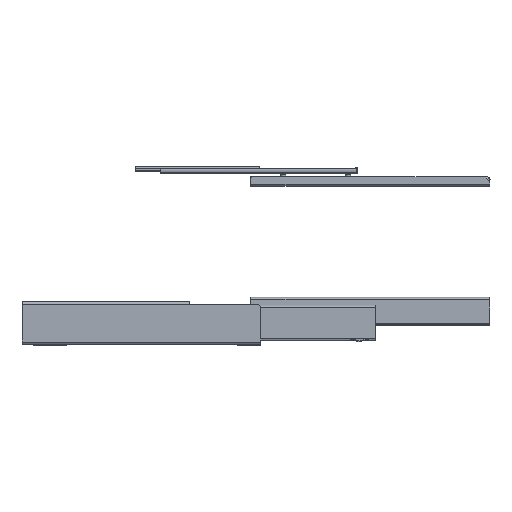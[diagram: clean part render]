
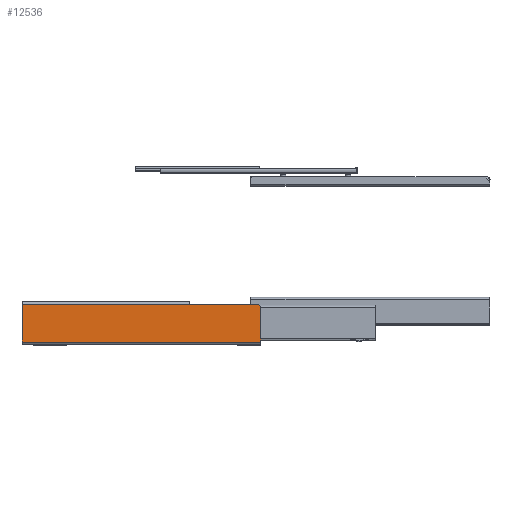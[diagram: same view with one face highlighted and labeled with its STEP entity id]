
A CAD part, left-side view. The second image highlights one B-rep face of the part: STEP entity #12536.
In plain terms, the highlighted planar face has unit normal (-1, 0, 0).
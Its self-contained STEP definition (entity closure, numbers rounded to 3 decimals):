
#983=FACE_OUTER_BOUND('',#1719,.T.);
#1719=EDGE_LOOP('',(#9562,#9563,#9564,#9565,#9566,#9567,#9568,#9569,#9570));
#2929=LINE('',#18196,#3948);
#3320=LINE('',#20560,#4339);
#3322=LINE('',#20569,#4341);
#3326=LINE('',#20577,#4345);
#3329=LINE('',#20582,#4348);
#3330=LINE('',#20584,#4349);
#3331=LINE('',#20586,#4350);
#3332=LINE('',#20588,#4351);
#3333=LINE('',#20589,#4352);
#3948=VECTOR('',#14402,10.);
#4339=VECTOR('',#15871,10.);
#4341=VECTOR('',#15881,10.);
#4345=VECTOR('',#15887,10.);
#4348=VECTOR('',#15892,10.);
#4349=VECTOR('',#15893,10.);
#4350=VECTOR('',#15894,10.);
#4351=VECTOR('',#15895,10.);
#4352=VECTOR('',#15896,10.);
#4970=VERTEX_POINT('',#18193);
#4971=VERTEX_POINT('',#18195);
#5541=VERTEX_POINT('',#20559);
#5543=VERTEX_POINT('',#20567);
#5544=VERTEX_POINT('',#20568);
#5547=VERTEX_POINT('',#20576);
#5549=VERTEX_POINT('',#20583);
#5550=VERTEX_POINT('',#20585);
#5551=VERTEX_POINT('',#20587);
#6217=EDGE_CURVE('',#4971,#4970,#2929,.T.);
#7061=EDGE_CURVE('',#5541,#4971,#3320,.T.);
#7065=EDGE_CURVE('',#5543,#5544,#3322,.T.);
#7069=EDGE_CURVE('',#5544,#5547,#3326,.T.);
#7072=EDGE_CURVE('',#5547,#5541,#3329,.T.);
#7073=EDGE_CURVE('',#4970,#5549,#3330,.T.);
#7074=EDGE_CURVE('',#5550,#5549,#3331,.T.);
#7075=EDGE_CURVE('',#5551,#5550,#3332,.T.);
#7076=EDGE_CURVE('',#5551,#5543,#3333,.T.);
#9562=ORIENTED_EDGE('',*,*,#7065,.T.);
#9563=ORIENTED_EDGE('',*,*,#7069,.T.);
#9564=ORIENTED_EDGE('',*,*,#7072,.T.);
#9565=ORIENTED_EDGE('',*,*,#7061,.T.);
#9566=ORIENTED_EDGE('',*,*,#6217,.T.);
#9567=ORIENTED_EDGE('',*,*,#7073,.T.);
#9568=ORIENTED_EDGE('',*,*,#7074,.F.);
#9569=ORIENTED_EDGE('',*,*,#7075,.F.);
#9570=ORIENTED_EDGE('',*,*,#7076,.T.);
#12012=PLANE('',#13551);
#12536=ADVANCED_FACE('',(#983),#12012,.T.);
#13551=AXIS2_PLACEMENT_3D('',#20581,#15890,#15891);
#14402=DIRECTION('',(0.,0.,-1.));
#15871=DIRECTION('',(0.,1.,0.));
#15881=DIRECTION('',(0.,0.,-1.));
#15887=DIRECTION('',(0.,1.,0.));
#15890=DIRECTION('center_axis',(-1.,0.,0.));
#15891=DIRECTION('ref_axis',(0.,-1.,0.));
#15892=DIRECTION('',(0.,0.,1.));
#15893=DIRECTION('',(0.,-1.,0.));
#15894=DIRECTION('',(0.,0.,-1.));
#15895=DIRECTION('',(0.,-0.707,-0.707));
#15896=DIRECTION('',(0.,1.,0.));
#18193=CARTESIAN_POINT('',(-54.,455.,6.5));
#18195=CARTESIAN_POINT('',(-54.,455.,77.5));
#18196=CARTESIAN_POINT('',(-54.,455.,82.));
#20559=CARTESIAN_POINT('',(-54.,140.,77.5));
#20560=CARTESIAN_POINT('',(-54.,72.5,77.5));
#20567=CARTESIAN_POINT('',(-54.,139.99,78.));
#20568=CARTESIAN_POINT('',(-54.,139.99,77.49));
#20569=CARTESIAN_POINT('',(-54.,139.99,80.));
#20576=CARTESIAN_POINT('',(-54.,140.,77.49));
#20577=CARTESIAN_POINT('',(-54.,72.495,77.49));
#20581=CARTESIAN_POINT('Origin',(-54.,5.,82.));
#20582=CARTESIAN_POINT('',(-54.,140.,79.745));
#20583=CARTESIAN_POINT('',(-54.,5.,6.5));
#20584=CARTESIAN_POINT('',(-54.,117.5,6.5));
#20585=CARTESIAN_POINT('',(-54.,5.,73.));
#20586=CARTESIAN_POINT('',(-54.,5.,82.));
#20587=CARTESIAN_POINT('',(-54.,10.,78.));
#20588=CARTESIAN_POINT('',(-54.,8.5,76.5));
#20589=CARTESIAN_POINT('',(-54.,-6.689,78.));
